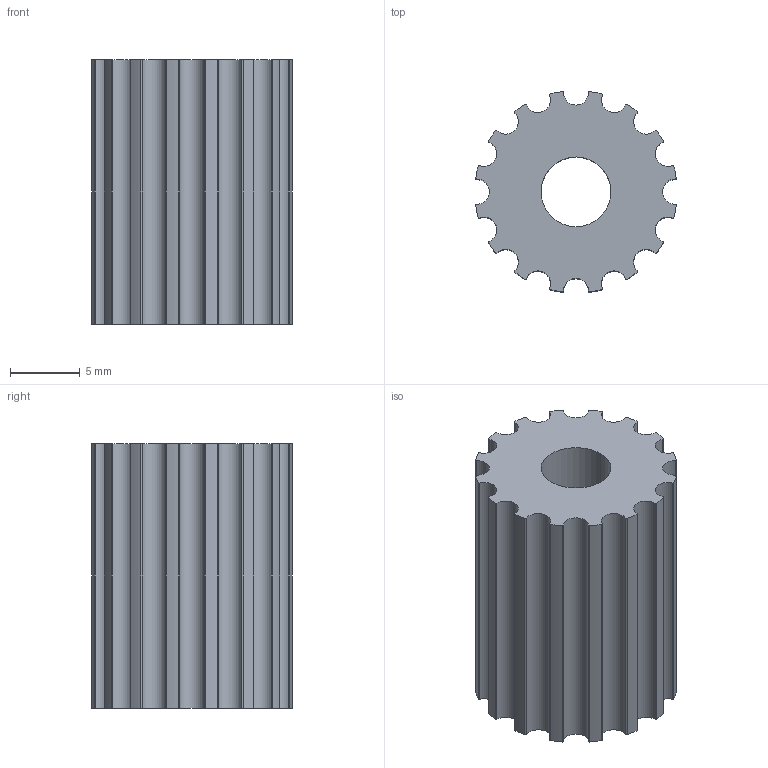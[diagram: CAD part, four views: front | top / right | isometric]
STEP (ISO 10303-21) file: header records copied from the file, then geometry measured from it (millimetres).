
FILE_DESCRIPTION (( 'STEP AP214' ), '1' );
FILE_NAME ('4332501200140.STEP', '2018-01-17T01:46:46', ( '13' ), ( '' ), 'SwSTEP 2.0', 'SolidWorks 2012', '' );
FILE_SCHEMA (( 'AUTOMOTIVE_DESIGN' ));
Length unit declared in the file: millimetre
Products named in the file (1): 4332501200140
Bounding box: 14.38 x 14.38 x 19 mm (x, y, z)
Volume: 2318.2 mm3; surface area: 1744.4 mm2
Topology: 1 solids, 1 shells, 68 faces, 198 edges, 132 vertices
Faces by surface type: cylinder 66, plane 2
Entity records: 2372 total; most frequent: DIRECTION 468, CARTESIAN_POINT 399, ORIENTED_EDGE 396, AXIS2_PLACEMENT_3D 201, EDGE_CURVE 198, VERTEX_POINT 132, CIRCLE 132, EDGE_LOOP 70
